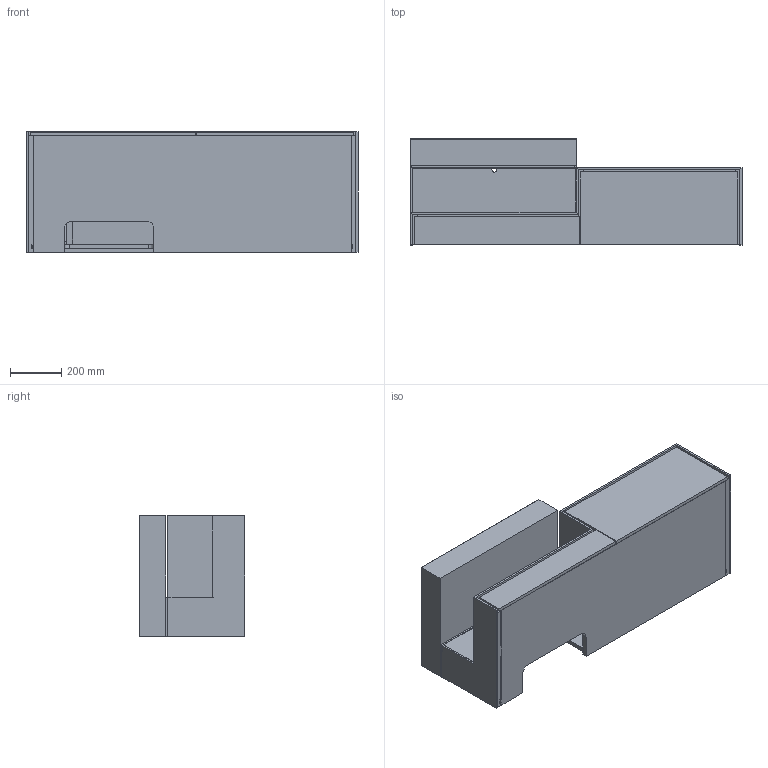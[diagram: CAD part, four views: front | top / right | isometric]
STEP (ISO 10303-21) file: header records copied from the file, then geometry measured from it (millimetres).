
FILE_DESCRIPTION (( 'STEP AP214' ), '1' );
FILE_NAME ('SCA2-1300L.STEP', '2020-06-26T07:11:35', ( 'User' ), ( '' ), 'SwSTEP 2.0', 'SolidWorks 2019', '' );
FILE_SCHEMA (( 'AUTOMOTIVE_DESIGN' ));
Length unit declared in the file: millimetre
Products named in the file (2): SCA2-1300L
Bounding box: 1298 x 414 x 470 mm (x, y, z)
Volume: 58444808.1 mm3; surface area: 8520589.5 mm2
Topology: 28 solids, 28 shells, 505 faces, 1221 edges, 785 vertices
Faces by surface type: plane 331, cylinder 108, bspline 48, torus 16, cone 2
Entity records: 20403 total; most frequent: CARTESIAN_POINT 8752, ORIENTED_EDGE 2434, DIRECTION 2126, EDGE_CURVE 1217, VECTOR 804, LINE 804, VERTEX_POINT 785, AXIS2_PLACEMENT_3D 661
